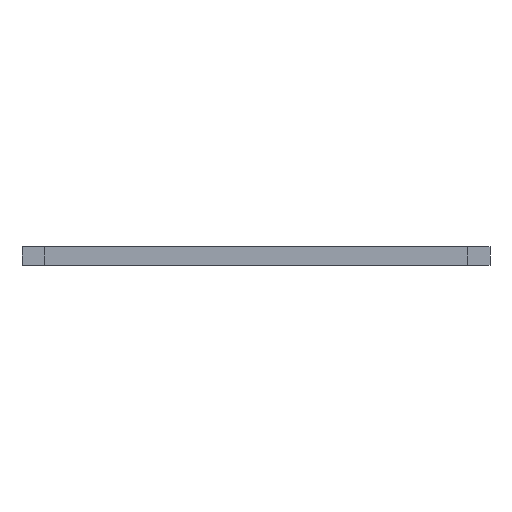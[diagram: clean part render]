
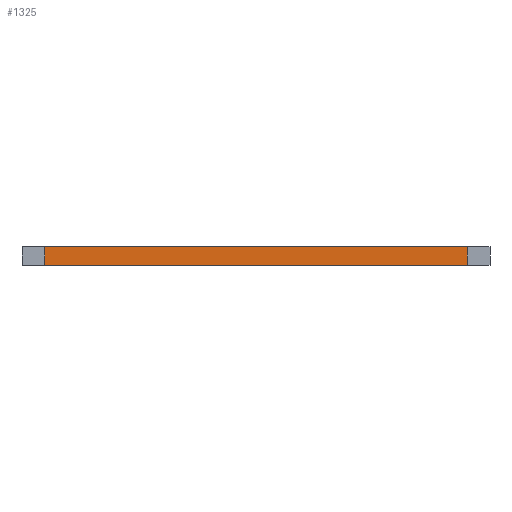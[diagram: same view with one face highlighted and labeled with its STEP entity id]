
A CAD part, front view. The second image highlights one B-rep face of the part: STEP entity #1325.
In plain terms, the highlighted planar face has unit normal (0, -1, 0).
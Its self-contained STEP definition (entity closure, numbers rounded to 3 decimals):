
#1300 = VERTEX_POINT('',#1301);
#1301 = CARTESIAN_POINT('',(37.,-4.,1.641));
#1307 = EDGE_CURVE('',#1308,#1300,#1310,.T.);
#1308 = VERTEX_POINT('',#1309);
#1309 = CARTESIAN_POINT('',(37.,-4.,0.));
#1310 = LINE('',#1311,#1312);
#1311 = CARTESIAN_POINT('',(37.,-4.,0.));
#1312 = VECTOR('',#1313,1.);
#1313 = DIRECTION('',(0.,0.,1.));
#1325 = ADVANCED_FACE('',(#1326),#1351,.T.);
#1326 = FACE_BOUND('',#1327,.T.);
#1327 = EDGE_LOOP('',(#1328,#1329,#1337,#1345));
#1328 = ORIENTED_EDGE('',*,*,#1307,.T.);
#1329 = ORIENTED_EDGE('',*,*,#1330,.T.);
#1330 = EDGE_CURVE('',#1300,#1331,#1333,.T.);
#1331 = VERTEX_POINT('',#1332);
#1332 = CARTESIAN_POINT('',(0.,-4.,1.641));
#1333 = LINE('',#1334,#1335);
#1334 = CARTESIAN_POINT('',(37.,-4.,1.641));
#1335 = VECTOR('',#1336,1.);
#1336 = DIRECTION('',(-1.,0.,0.));
#1337 = ORIENTED_EDGE('',*,*,#1338,.F.);
#1338 = EDGE_CURVE('',#1339,#1331,#1341,.T.);
#1339 = VERTEX_POINT('',#1340);
#1340 = CARTESIAN_POINT('',(0.,-4.,0.));
#1341 = LINE('',#1342,#1343);
#1342 = CARTESIAN_POINT('',(0.,-4.,0.));
#1343 = VECTOR('',#1344,1.);
#1344 = DIRECTION('',(0.,0.,1.));
#1345 = ORIENTED_EDGE('',*,*,#1346,.F.);
#1346 = EDGE_CURVE('',#1308,#1339,#1347,.T.);
#1347 = LINE('',#1348,#1349);
#1348 = CARTESIAN_POINT('',(37.,-4.,0.));
#1349 = VECTOR('',#1350,1.);
#1350 = DIRECTION('',(-1.,0.,0.));
#1351 = PLANE('',#1352);
#1352 = AXIS2_PLACEMENT_3D('',#1353,#1354,#1355);
#1353 = CARTESIAN_POINT('',(37.,-4.,0.));
#1354 = DIRECTION('',(0.,-1.,0.));
#1355 = DIRECTION('',(-1.,0.,0.));
